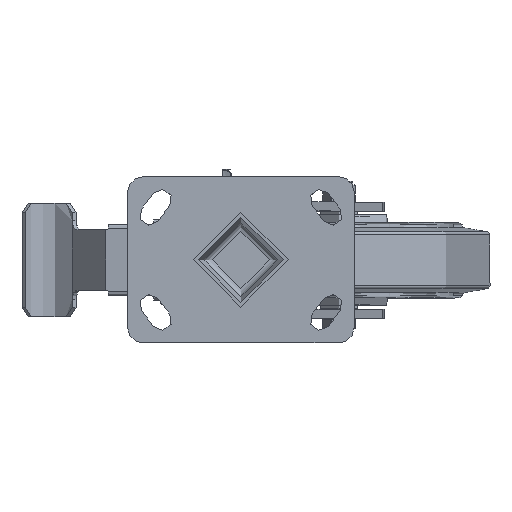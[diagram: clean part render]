
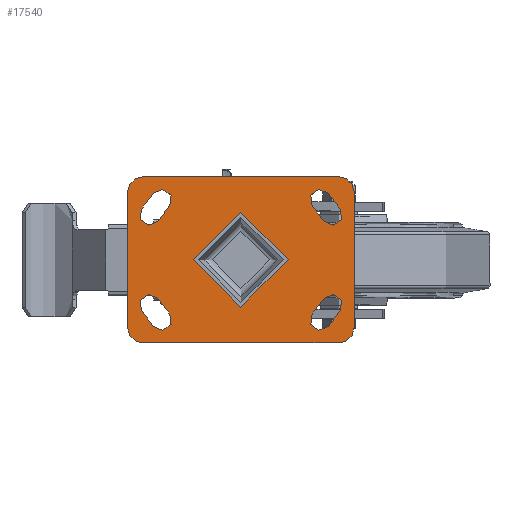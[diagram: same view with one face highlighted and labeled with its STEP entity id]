
A CAD part, top view. The second image highlights one B-rep face of the part: STEP entity #17540.
In plain terms, the highlighted planar face has unit normal (0, 0, 1).
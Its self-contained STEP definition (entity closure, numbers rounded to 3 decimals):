
#728=FACE_BOUND('',#3151,.T.);
#729=FACE_BOUND('',#3152,.T.);
#730=FACE_BOUND('',#3153,.T.);
#731=FACE_BOUND('',#3154,.T.);
#732=FACE_BOUND('',#3155,.T.);
#939=PLANE('',#19033);
#2081=FACE_OUTER_BOUND('',#3150,.T.);
#3150=EDGE_LOOP('',(#12072,#12073,#12074,#12075,#12076,#12077,#12078,#12079));
#3151=EDGE_LOOP('',(#12080,#12081,#12082,#12083));
#3152=EDGE_LOOP('',(#12084,#12085,#12086,#12087));
#3153=EDGE_LOOP('',(#12088,#12089,#12090,#12091));
#3154=EDGE_LOOP('',(#12092,#12093,#12094,#12095));
#3155=EDGE_LOOP('',(#12096));
#4427=LINE('',#25530,#5691);
#4429=LINE('',#25533,#5693);
#4436=LINE('',#25542,#5700);
#4438=LINE('',#25545,#5702);
#4439=LINE('',#25547,#5703);
#4440=LINE('',#25548,#5704);
#4441=LINE('',#25549,#5705);
#4442=LINE('',#25550,#5706);
#4443=LINE('',#25551,#5707);
#4444=LINE('',#25552,#5708);
#4445=LINE('',#25553,#5709);
#4446=LINE('',#25554,#5710);
#5691=VECTOR('',#20830,1000.);
#5693=VECTOR('',#20834,1000.);
#5700=VECTOR('',#20845,1000.);
#5702=VECTOR('',#20849,1000.);
#5703=VECTOR('',#20852,1000.);
#5704=VECTOR('',#20853,1000.);
#5705=VECTOR('',#20854,1000.);
#5706=VECTOR('',#20855,1000.);
#5707=VECTOR('',#20856,1000.);
#5708=VECTOR('',#20857,1000.);
#5709=VECTOR('',#20858,1000.);
#5710=VECTOR('',#20859,1000.);
#6926=CIRCLE('',#18965,31.25);
#6928=CIRCLE('',#18968,6.75);
#6931=CIRCLE('',#18972,6.75);
#6940=CIRCLE('',#18985,10.);
#6942=CIRCLE('',#18988,10.);
#6944=CIRCLE('',#18991,10.);
#6946=CIRCLE('',#18994,10.);
#6959=CIRCLE('',#19012,6.75);
#6960=CIRCLE('',#19014,6.75);
#6963=CIRCLE('',#19018,6.75);
#6964=CIRCLE('',#19020,6.75);
#6967=CIRCLE('',#19024,6.75);
#6968=CIRCLE('',#19026,6.75);
#7614=VERTEX_POINT('',#25341);
#7616=VERTEX_POINT('',#25347);
#7617=VERTEX_POINT('',#25348);
#7622=VERTEX_POINT('',#25359);
#7623=VERTEX_POINT('',#25361);
#7630=VERTEX_POINT('',#25383);
#7631=VERTEX_POINT('',#25384);
#7634=VERTEX_POINT('',#25392);
#7635=VERTEX_POINT('',#25393);
#7638=VERTEX_POINT('',#25401);
#7639=VERTEX_POINT('',#25402);
#7642=VERTEX_POINT('',#25410);
#7643=VERTEX_POINT('',#25411);
#7658=VERTEX_POINT('',#25478);
#7659=VERTEX_POINT('',#25480);
#7660=VERTEX_POINT('',#25484);
#7661=VERTEX_POINT('',#25485);
#7666=VERTEX_POINT('',#25496);
#7667=VERTEX_POINT('',#25498);
#7668=VERTEX_POINT('',#25502);
#7669=VERTEX_POINT('',#25503);
#7674=VERTEX_POINT('',#25514);
#7675=VERTEX_POINT('',#25516);
#7676=VERTEX_POINT('',#25520);
#7677=VERTEX_POINT('',#25521);
#9339=EDGE_CURVE('',#7614,#7614,#6926,.T.);
#9342=EDGE_CURVE('',#7616,#7617,#6928,.T.);
#9348=EDGE_CURVE('',#7623,#7622,#6931,.T.);
#9359=EDGE_CURVE('',#7630,#7631,#6940,.T.);
#9363=EDGE_CURVE('',#7634,#7635,#6942,.T.);
#9367=EDGE_CURVE('',#7638,#7639,#6944,.T.);
#9371=EDGE_CURVE('',#7642,#7643,#6946,.T.);
#9391=EDGE_CURVE('',#7659,#7658,#6959,.T.);
#9393=EDGE_CURVE('',#7660,#7661,#6960,.T.);
#9399=EDGE_CURVE('',#7667,#7666,#6963,.T.);
#9401=EDGE_CURVE('',#7668,#7669,#6964,.T.);
#9407=EDGE_CURVE('',#7675,#7674,#6967,.T.);
#9409=EDGE_CURVE('',#7676,#7677,#6968,.T.);
#9414=EDGE_CURVE('',#7674,#7676,#4427,.T.);
#9416=EDGE_CURVE('',#7677,#7675,#4429,.T.);
#9423=EDGE_CURVE('',#7622,#7668,#4436,.T.);
#9425=EDGE_CURVE('',#7669,#7623,#4438,.T.);
#9426=EDGE_CURVE('',#7639,#7642,#4439,.T.);
#9427=EDGE_CURVE('',#7631,#7638,#4440,.T.);
#9428=EDGE_CURVE('',#7635,#7630,#4441,.T.);
#9429=EDGE_CURVE('',#7643,#7634,#4442,.T.);
#9430=EDGE_CURVE('',#7661,#7667,#4443,.T.);
#9431=EDGE_CURVE('',#7666,#7660,#4444,.T.);
#9432=EDGE_CURVE('',#7658,#7616,#4445,.T.);
#9433=EDGE_CURVE('',#7617,#7659,#4446,.T.);
#12072=ORIENTED_EDGE('',*,*,#9371,.F.);
#12073=ORIENTED_EDGE('',*,*,#9426,.F.);
#12074=ORIENTED_EDGE('',*,*,#9367,.F.);
#12075=ORIENTED_EDGE('',*,*,#9427,.F.);
#12076=ORIENTED_EDGE('',*,*,#9359,.F.);
#12077=ORIENTED_EDGE('',*,*,#9428,.F.);
#12078=ORIENTED_EDGE('',*,*,#9363,.F.);
#12079=ORIENTED_EDGE('',*,*,#9429,.F.);
#12080=ORIENTED_EDGE('',*,*,#9430,.T.);
#12081=ORIENTED_EDGE('',*,*,#9399,.T.);
#12082=ORIENTED_EDGE('',*,*,#9431,.T.);
#12083=ORIENTED_EDGE('',*,*,#9393,.T.);
#12084=ORIENTED_EDGE('',*,*,#9414,.T.);
#12085=ORIENTED_EDGE('',*,*,#9409,.T.);
#12086=ORIENTED_EDGE('',*,*,#9416,.T.);
#12087=ORIENTED_EDGE('',*,*,#9407,.T.);
#12088=ORIENTED_EDGE('',*,*,#9425,.T.);
#12089=ORIENTED_EDGE('',*,*,#9348,.T.);
#12090=ORIENTED_EDGE('',*,*,#9423,.T.);
#12091=ORIENTED_EDGE('',*,*,#9401,.T.);
#12092=ORIENTED_EDGE('',*,*,#9432,.T.);
#12093=ORIENTED_EDGE('',*,*,#9342,.T.);
#12094=ORIENTED_EDGE('',*,*,#9433,.T.);
#12095=ORIENTED_EDGE('',*,*,#9391,.T.);
#12096=ORIENTED_EDGE('',*,*,#9339,.T.);
#17540=ADVANCED_FACE('',(#2081,#728,#729,#730,#731,#732),#939,.T.);
#18965=AXIS2_PLACEMENT_3D('',#25342,#20673,#20674);
#18968=AXIS2_PLACEMENT_3D('',#25349,#20680,#20681);
#18972=AXIS2_PLACEMENT_3D('',#25362,#20691,#20692);
#18985=AXIS2_PLACEMENT_3D('',#25385,#20719,#20720);
#18988=AXIS2_PLACEMENT_3D('',#25394,#20727,#20728);
#18991=AXIS2_PLACEMENT_3D('',#25403,#20735,#20736);
#18994=AXIS2_PLACEMENT_3D('',#25412,#20743,#20744);
#19012=AXIS2_PLACEMENT_3D('',#25481,#20784,#20785);
#19014=AXIS2_PLACEMENT_3D('',#25486,#20789,#20790);
#19018=AXIS2_PLACEMENT_3D('',#25499,#20800,#20801);
#19020=AXIS2_PLACEMENT_3D('',#25504,#20805,#20806);
#19024=AXIS2_PLACEMENT_3D('',#25517,#20816,#20817);
#19026=AXIS2_PLACEMENT_3D('',#25522,#20821,#20822);
#19033=AXIS2_PLACEMENT_3D('',#25546,#20850,#20851);
#20673=DIRECTION('center_axis',(0.,0.,-1.));
#20674=DIRECTION('ref_axis',(1.,0.,0.));
#20680=DIRECTION('center_axis',(0.,0.,-1.));
#20681=DIRECTION('ref_axis',(-1.,0.,0.));
#20691=DIRECTION('center_axis',(0.,0.,-1.));
#20692=DIRECTION('ref_axis',(1.,0.,0.));
#20719=DIRECTION('center_axis',(0.,0.,-1.));
#20720=DIRECTION('ref_axis',(-0.707,0.707,0.));
#20727=DIRECTION('center_axis',(0.,0.,-1.));
#20728=DIRECTION('ref_axis',(-0.707,-0.707,0.));
#20735=DIRECTION('center_axis',(0.,0.,-1.));
#20736=DIRECTION('ref_axis',(0.707,0.707,0.));
#20743=DIRECTION('center_axis',(0.,0.,-1.));
#20744=DIRECTION('ref_axis',(0.707,-0.707,0.));
#20784=DIRECTION('center_axis',(0.,0.,-1.));
#20785=DIRECTION('ref_axis',(-1.,0.,0.));
#20789=DIRECTION('center_axis',(0.,0.,-1.));
#20790=DIRECTION('ref_axis',(1.,0.,0.));
#20800=DIRECTION('center_axis',(0.,0.,-1.));
#20801=DIRECTION('ref_axis',(1.,0.,0.));
#20805=DIRECTION('center_axis',(0.,0.,-1.));
#20806=DIRECTION('ref_axis',(1.,0.,0.));
#20816=DIRECTION('center_axis',(0.,0.,-1.));
#20817=DIRECTION('ref_axis',(-1.,0.,0.));
#20821=DIRECTION('center_axis',(0.,0.,-1.));
#20822=DIRECTION('ref_axis',(-1.,0.,0.));
#20830=DIRECTION('',(-0.606,0.795,0.));
#20834=DIRECTION('',(0.606,-0.795,0.));
#20845=DIRECTION('',(0.606,0.795,0.));
#20849=DIRECTION('',(-0.606,-0.795,0.));
#20850=DIRECTION('center_axis',(0.,0.,1.));
#20851=DIRECTION('ref_axis',(1.,0.,0.));
#20852=DIRECTION('',(0.,-1.,0.));
#20853=DIRECTION('',(1.,0.,0.));
#20854=DIRECTION('',(0.,1.,0.));
#20855=DIRECTION('',(-1.,0.,0.));
#20856=DIRECTION('',(-0.606,0.795,0.));
#20857=DIRECTION('',(0.606,-0.795,0.));
#20858=DIRECTION('',(-0.606,-0.795,0.));
#20859=DIRECTION('',(0.606,0.795,0.));
#25341=CARTESIAN_POINT('',(-31.25,0.,0.));
#25342=CARTESIAN_POINT('Origin',(0.,0.,0.));
#25347=CARTESIAN_POINT('',(57.869,-44.091,0.));
#25348=CARTESIAN_POINT('',(47.131,-35.909,0.));
#25349=CARTESIAN_POINT('Origin',(52.5,-40.,0.));
#25359=CARTESIAN_POINT('',(-65.869,33.591,0.));
#25361=CARTESIAN_POINT('',(-55.131,25.409,0.));
#25362=CARTESIAN_POINT('Origin',(-60.5,29.5,0.));
#25383=CARTESIAN_POINT('',(-75.,45.,0.));
#25384=CARTESIAN_POINT('',(-65.,55.,0.));
#25385=CARTESIAN_POINT('Origin',(-65.,45.,0.));
#25392=CARTESIAN_POINT('',(-65.,-55.,0.));
#25393=CARTESIAN_POINT('',(-75.,-45.,0.));
#25394=CARTESIAN_POINT('Origin',(-65.,-45.,0.));
#25401=CARTESIAN_POINT('',(65.,55.,0.));
#25402=CARTESIAN_POINT('',(75.,45.,0.));
#25403=CARTESIAN_POINT('Origin',(65.,45.,0.));
#25410=CARTESIAN_POINT('',(75.,-45.,0.));
#25411=CARTESIAN_POINT('',(65.,-55.,0.));
#25412=CARTESIAN_POINT('Origin',(65.,-45.,0.));
#25478=CARTESIAN_POINT('',(65.869,-33.591,0.));
#25480=CARTESIAN_POINT('',(55.131,-25.409,0.));
#25481=CARTESIAN_POINT('Origin',(60.5,-29.5,0.));
#25484=CARTESIAN_POINT('',(-47.131,-35.909,0.));
#25485=CARTESIAN_POINT('',(-57.869,-44.091,0.));
#25486=CARTESIAN_POINT('Origin',(-52.5,-40.,0.));
#25496=CARTESIAN_POINT('',(-55.131,-25.409,0.));
#25498=CARTESIAN_POINT('',(-65.869,-33.591,0.));
#25499=CARTESIAN_POINT('Origin',(-60.5,-29.5,0.));
#25502=CARTESIAN_POINT('',(-57.869,44.091,0.));
#25503=CARTESIAN_POINT('',(-47.131,35.909,0.));
#25504=CARTESIAN_POINT('Origin',(-52.5,40.,0.));
#25514=CARTESIAN_POINT('',(55.131,25.409,0.));
#25516=CARTESIAN_POINT('',(65.869,33.591,0.));
#25517=CARTESIAN_POINT('Origin',(60.5,29.5,0.));
#25520=CARTESIAN_POINT('',(47.131,35.909,0.));
#25521=CARTESIAN_POINT('',(57.869,44.091,0.));
#25522=CARTESIAN_POINT('Origin',(52.5,40.,0.));
#25530=CARTESIAN_POINT('',(49.131,33.284,0.));
#25533=CARTESIAN_POINT('',(59.869,41.466,0.));
#25542=CARTESIAN_POINT('',(-59.869,41.466,0.));
#25545=CARTESIAN_POINT('',(-49.131,33.284,0.));
#25546=CARTESIAN_POINT('Origin',(0.,0.,0.));
#25547=CARTESIAN_POINT('',(75.,55.,0.));
#25548=CARTESIAN_POINT('',(-75.,55.,0.));
#25549=CARTESIAN_POINT('',(-75.,-55.,0.));
#25550=CARTESIAN_POINT('',(75.,-55.,0.));
#25551=CARTESIAN_POINT('',(-59.869,-41.466,0.));
#25552=CARTESIAN_POINT('',(-49.131,-33.284,0.));
#25553=CARTESIAN_POINT('',(59.869,-41.466,0.));
#25554=CARTESIAN_POINT('',(49.131,-33.284,0.));
